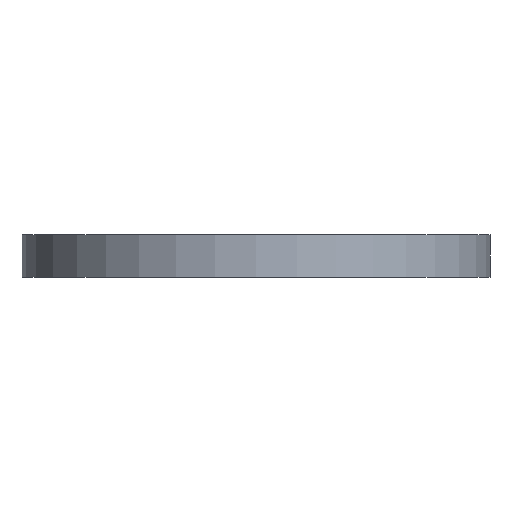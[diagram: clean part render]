
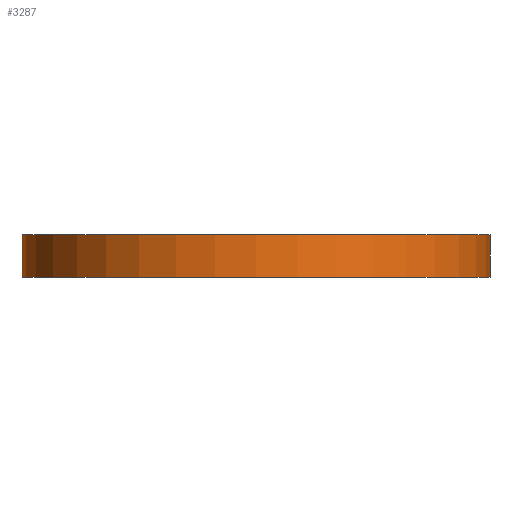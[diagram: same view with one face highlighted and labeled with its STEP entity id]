
A CAD part, front view. The second image highlights one B-rep face of the part: STEP entity #3287.
In plain terms, the highlighted cylindrical face has radius 33 mm (diameter 66 mm), a full revolution.
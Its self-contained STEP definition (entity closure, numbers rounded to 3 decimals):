
#3287=ADVANCED_FACE('',(#5667,#5669),#5671,.T.);
#5667=FACE_OUTER_BOUND('',#5668,.T.);
#5668=EDGE_LOOP('',(#10337));
#5669=FACE_OUTER_BOUND('',#5670,.T.);
#5670=EDGE_LOOP('',(#10338));
#5671=CYLINDRICAL_SURFACE('',#5672,33.);
#5672=AXIS2_PLACEMENT_3D('',#5673,#5674,#5675);
#5673=CARTESIAN_POINT('',(0.,0.,0.));
#5674=DIRECTION('',(0.,0.,1.));
#5675=DIRECTION('',(-1.,0.,0.));
#10337=ORIENTED_EDGE('',*,*,#10559,.F.);
#10338=ORIENTED_EDGE('',*,*,#10830,.T.);
#10559=EDGE_CURVE('',#11821,#11821,#11822,.T.);
#10830=EDGE_CURVE('',#12363,#12363,#12364,.T.);
#11821=VERTEX_POINT('',#14075);
#11822=CIRCLE('',#14076,33.);
#12363=VERTEX_POINT('',#16690);
#12364=CIRCLE('',#16691,33.);
#14075=CARTESIAN_POINT('',(-33.,0.,6.));
#14076=AXIS2_PLACEMENT_3D('',#14077,#14078,#14079);
#14077=CARTESIAN_POINT('',(0.,0.,6.));
#14078=DIRECTION('',(0.,0.,1.));
#14079=DIRECTION('',(-1.,0.,0.));
#16690=CARTESIAN_POINT('',(-33.,0.,0.));
#16691=AXIS2_PLACEMENT_3D('',#16692,#16693,#16694);
#16692=CARTESIAN_POINT('',(0.,0.,0.));
#16693=DIRECTION('',(0.,0.,1.));
#16694=DIRECTION('',(-1.,0.,0.));
